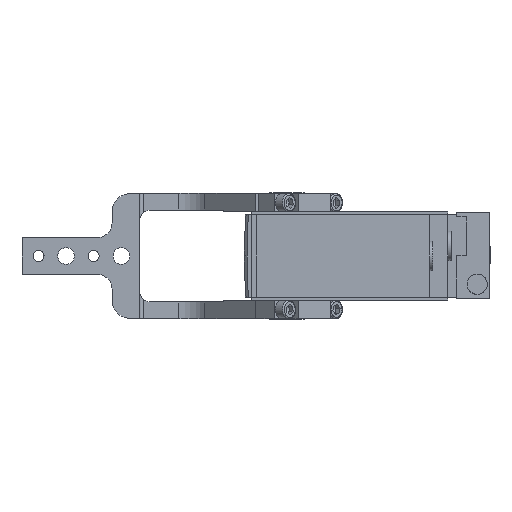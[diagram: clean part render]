
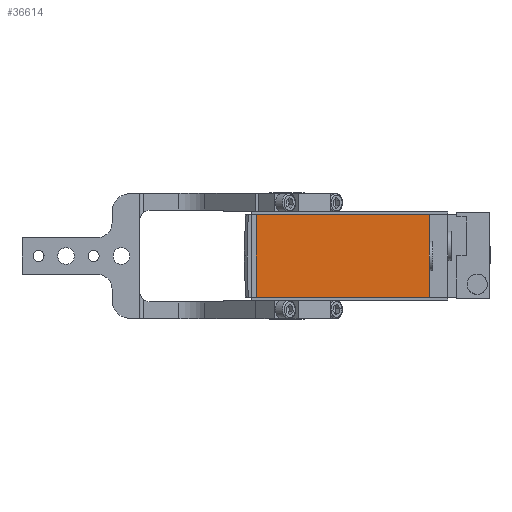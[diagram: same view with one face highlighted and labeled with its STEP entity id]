
A CAD part, front view. The second image highlights one B-rep face of the part: STEP entity #36614.
In plain terms, the highlighted planar face has unit normal (0, -1, 0).
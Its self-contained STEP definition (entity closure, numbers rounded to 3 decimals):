
#168 = LINE ( 'NONE', #7664, #33320 ) ;
#483 = PLANE ( 'NONE',  #29597 ) ;
#1266 = CARTESIAN_POINT ( 'NONE',  ( -34.41, -133.456, -22.5 ) ) ;
#1695 = CARTESIAN_POINT ( 'NONE',  ( -39.41, -133.456, -22.5 ) ) ;
#4019 = DIRECTION ( 'NONE',  ( 0., 0., -1. ) ) ;
#5868 = LINE ( 'NONE', #19345, #33631 ) ;
#6784 = ORIENTED_EDGE ( 'NONE', *, *, #27287, .F. ) ;
#6896 = DIRECTION ( 'NONE',  ( 0., -1., 0. ) ) ;
#6917 = VECTOR ( 'NONE', #10820, 1000. ) ;
#7380 = LINE ( 'NONE', #29455, #6917 ) ;
#7664 = CARTESIAN_POINT ( 'NONE',  ( 49.59, -133.456, 22.5 ) ) ;
#7732 = LINE ( 'NONE', #1266, #39882 ) ;
#8667 = ORIENTED_EDGE ( 'NONE', *, *, #37234, .F. ) ;
#10820 = DIRECTION ( 'NONE',  ( 0., 0., -1. ) ) ;
#17448 = FACE_OUTER_BOUND ( 'NONE', #26691, .T. ) ;
#18809 = ORIENTED_EDGE ( 'NONE', *, *, #32523, .F. ) ;
#19067 = DIRECTION ( 'NONE',  ( 0., 0., 1. ) ) ;
#19345 = CARTESIAN_POINT ( 'NONE',  ( -39.41, -133.456, 17.5 ) ) ;
#20543 = EDGE_CURVE ( 'NONE', #23622, #29040, #5868, .T. ) ;
#20657 = CARTESIAN_POINT ( 'NONE',  ( -39.41, -133.456, 22.5 ) ) ;
#23622 = VERTEX_POINT ( 'NONE', #1695 ) ;
#26581 = DIRECTION ( 'NONE',  ( 1., 0., 0. ) ) ;
#26691 = EDGE_LOOP ( 'NONE', ( #8667, #18809, #6784, #38251 ) ) ;
#27287 = EDGE_CURVE ( 'NONE', #29040, #40238, #168, .T. ) ;
#29040 = VERTEX_POINT ( 'NONE', #20657 ) ;
#29062 = DIRECTION ( 'NONE',  ( -1., 0., 0. ) ) ;
#29455 = CARTESIAN_POINT ( 'NONE',  ( 54.59, -133.456, -17.5 ) ) ;
#29597 = AXIS2_PLACEMENT_3D ( 'NONE', #31813, #6896, #4019 ) ;
#30483 = VERTEX_POINT ( 'NONE', #37223 ) ;
#31813 = CARTESIAN_POINT ( 'NONE',  ( 40.419, -133.456, -20.641 ) ) ;
#32523 = EDGE_CURVE ( 'NONE', #40238, #30483, #7380, .T. ) ;
#33320 = VECTOR ( 'NONE', #26581, 1000. ) ;
#33631 = VECTOR ( 'NONE', #19067, 1000. ) ;
#34183 = CARTESIAN_POINT ( 'NONE',  ( 54.59, -133.456, 22.5 ) ) ;
#36614 = ADVANCED_FACE ( 'NONE', ( #17448 ), #483, .T. ) ;
#37223 = CARTESIAN_POINT ( 'NONE',  ( 54.59, -133.456, -22.5 ) ) ;
#37234 = EDGE_CURVE ( 'NONE', #30483, #23622, #7732, .T. ) ;
#38251 = ORIENTED_EDGE ( 'NONE', *, *, #20543, .F. ) ;
#39882 = VECTOR ( 'NONE', #29062, 1000. ) ;
#40238 = VERTEX_POINT ( 'NONE', #34183 ) ;
